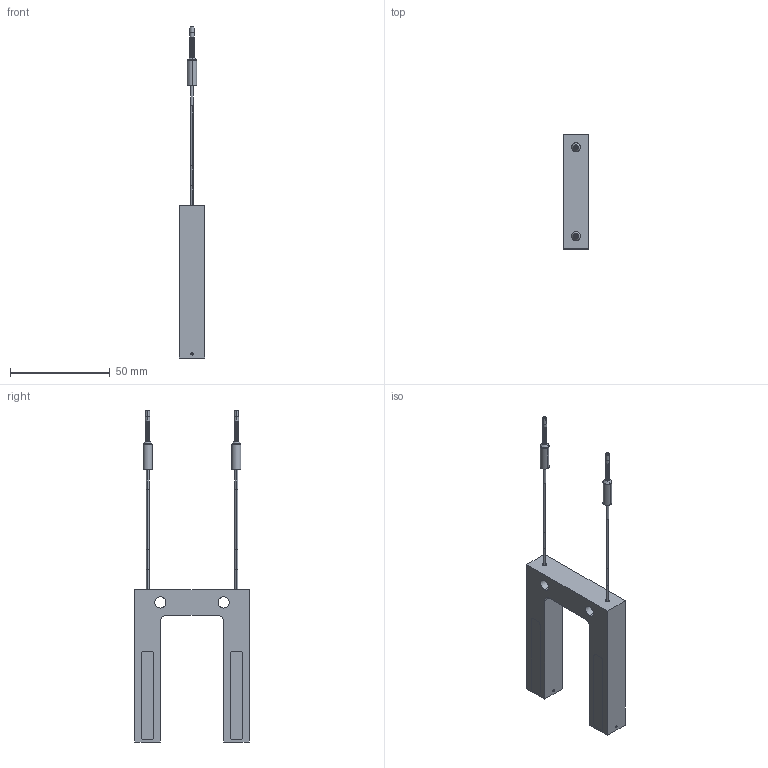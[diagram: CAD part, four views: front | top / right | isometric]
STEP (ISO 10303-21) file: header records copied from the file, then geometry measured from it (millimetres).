
FILE_DESCRIPTION((''),'2;1');
FILE_NAME('193410_ASM','2016-03-02T',('pdmadmin'),(''),'PRO/ENGINEER BY PARAMETRIC TECHNOLOGY CORPORATION, 2013230','PRO/ENGINEER BY PARAMETRIC TECHNOLOGY CORPORATION, 2013230','');
FILE_SCHEMA(('CONFIG_CONTROL_DESIGN'));
Length unit declared in the file: inch
Products named in the file (7): 124163; 58193; BRAID_125_ID; 112649; 75043_ASM; 124163_POTTING; 193410_ASM
Assembly tree (10 placements, depth 3):
  193410_ASM
    75043_ASM
      124163
      58193  x2
      BRAID_125_ID  x2
      112649  x2
    124163_POTTING  x2
Bounding box: 12.7 x 57.15 x 166.2 mm (x, y, z)
Volume: 29621.6 mm3; surface area: 17245.4 mm2
Topology: 9 solids, 11 shells, 700 faces, 1702 edges, 1024 vertices
Faces by surface type: cone 276, cylinder 210, torus 156, plane 46, bspline 12
Entity records: 11764 total; most frequent: DIRECTION 2286, CARTESIAN_POINT 2228, ORIENTED_EDGE 1836, AXIS2_PLACEMENT_3D 984, EDGE_CURVE 920, CIRCLE 588, VERTEX_POINT 558, EDGE_LOOP 400
